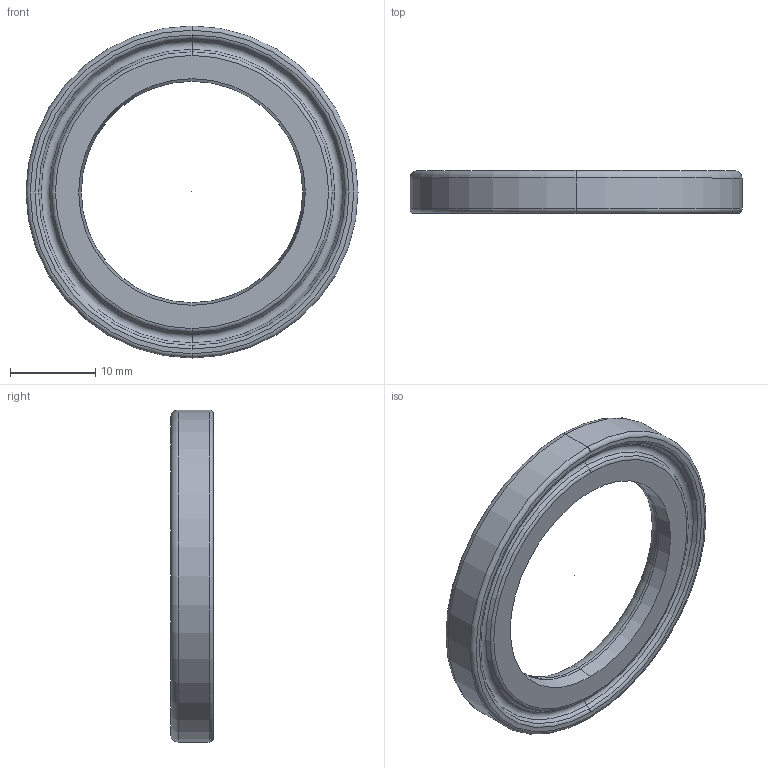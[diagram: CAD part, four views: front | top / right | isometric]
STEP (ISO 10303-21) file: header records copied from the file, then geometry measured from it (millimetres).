
FILE_DESCRIPTION (( 'STEP AP214' ), '1' );
FILE_NAME ('Rubber Seal.STEP', '2020-11-04T06:12:09', ( '' ), ( '' ), 'SwSTEP 2.0', 'SolidWorks 2020', '' );
FILE_SCHEMA (( 'AUTOMOTIVE_DESIGN' ));
Length unit declared in the file: millimetre
Products named in the file (1): Rubber Seal
Bounding box: 39 x 5 x 39 mm (x, y, z)
Surface area: 2396.2 mm2 (no closed solid volume)
Topology: 0 solids, 2 shells, 29 faces, 60 edges, 34 vertices
Faces by surface type: torus 16, cone 6, cylinder 4, plane 3
Entity records: 809 total; most frequent: DIRECTION 166, CARTESIAN_POINT 124, ORIENTED_EDGE 116, AXIS2_PLACEMENT_3D 76, EDGE_CURVE 60, CIRCLE 46, VERTEX_POINT 34, EDGE_LOOP 31
